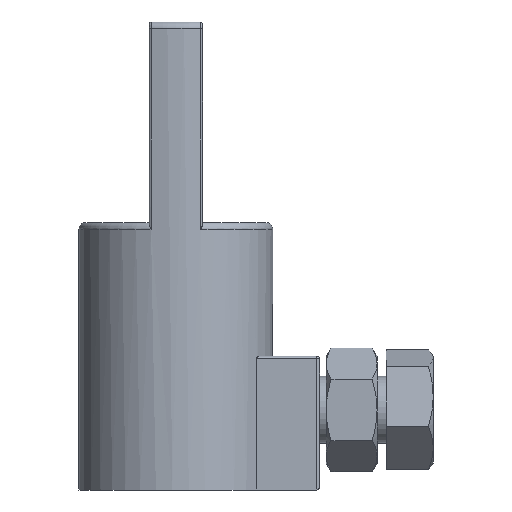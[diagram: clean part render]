
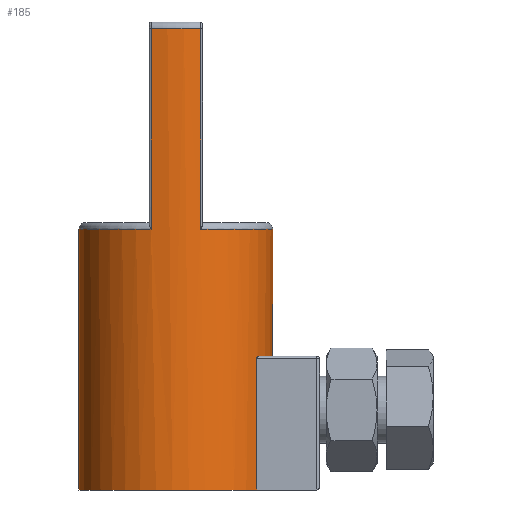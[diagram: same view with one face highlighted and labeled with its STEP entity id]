
A CAD part, front view. The second image highlights one B-rep face of the part: STEP entity #185.
In plain terms, the highlighted cylindrical face has radius 7.25 mm (diameter 14.5 mm), a full revolution.
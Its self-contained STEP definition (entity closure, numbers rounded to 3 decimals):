
#185=ADVANCED_FACE('',(#280,#281),#282,.T.);
#280=FACE_OUTER_BOUND('',#661,.T.);
#281=FACE_OUTER_BOUND('',#662,.T.);
#282=CYLINDRICAL_SURFACE('',#663,7.25);
#661=EDGE_LOOP('',(#1112,#1113,#1114,#1115,#1116,#1117,#1118,#1119));
#662=EDGE_LOOP('',(#1120,#1121,#1122,#1123,#1124,#1125));
#663=AXIS2_PLACEMENT_3D('',#1126,#1127,#1128);
#1112=ORIENTED_EDGE('',*,*,#1564,.T.);
#1113=ORIENTED_EDGE('',*,*,#1585,.T.);
#1114=ORIENTED_EDGE('',*,*,#1586,.T.);
#1115=ORIENTED_EDGE('',*,*,#1587,.T.);
#1116=ORIENTED_EDGE('',*,*,#1558,.T.);
#1117=ORIENTED_EDGE('',*,*,#1556,.T.);
#1118=ORIENTED_EDGE('',*,*,#1567,.T.);
#1119=ORIENTED_EDGE('',*,*,#1584,.T.);
#1120=ORIENTED_EDGE('',*,*,#1588,.F.);
#1121=ORIENTED_EDGE('',*,*,#1589,.T.);
#1122=ORIENTED_EDGE('',*,*,#1590,.T.);
#1123=ORIENTED_EDGE('',*,*,#1591,.T.);
#1124=ORIENTED_EDGE('',*,*,#1578,.T.);
#1125=ORIENTED_EDGE('',*,*,#1592,.F.);
#1126=CARTESIAN_POINT('',(0.,0.,-35.0));
#1127=DIRECTION('',(0.,0.,-1.0));
#1128=DIRECTION('',(1.0,0.0,0.));
#1556=EDGE_CURVE('',#1729,#1725,#1731,.F.);
#1558=EDGE_CURVE('',#1733,#1729,#1734,.F.);
#1564=EDGE_CURVE('',#1745,#1743,#1746,.F.);
#1567=EDGE_CURVE('',#1725,#1748,#1750,.F.);
#1578=EDGE_CURVE('',#1769,#1770,#1771,.T.);
#1584=EDGE_CURVE('',#1748,#1745,#1779,.T.);
#1585=EDGE_CURVE('',#1743,#1780,#1781,.F.);
#1586=EDGE_CURVE('',#1780,#1782,#1783,.F.);
#1587=EDGE_CURVE('',#1782,#1733,#1784,.T.);
#1588=EDGE_CURVE('',#1785,#1786,#1787,.T.);
#1589=EDGE_CURVE('',#1785,#1788,#1789,.T.);
#1590=EDGE_CURVE('',#1788,#1790,#1791,.T.);
#1591=EDGE_CURVE('',#1790,#1769,#1792,.T.);
#1592=EDGE_CURVE('',#1786,#1770,#1793,.T.);
#1725=VERTEX_POINT('',#2109);
#1729=VERTEX_POINT('',#2151);
#1731=LINE('',#2158,#2159);
#1733=VERTEX_POINT('',#2161);
#1734=CIRCLE('',#2162,7.25);
#1743=VERTEX_POINT('',#2182);
#1745=VERTEX_POINT('',#2189);
#1746=CIRCLE('',#2190,7.25);
#1748=VERTEX_POINT('',#2197);
#1750=CIRCLE('',#2237,7.25);
#1769=VERTEX_POINT('',#2325);
#1770=VERTEX_POINT('',#2326);
#1771=LINE('',#2327,#2328);
#1779=LINE('',#2339,#2340);
#1780=VERTEX_POINT('',#2341);
#1781=LINE('',#2342,#2343);
#1782=VERTEX_POINT('',#2344);
#1783=CIRCLE('',#2345,7.25);
#1784=LINE('',#2346,#2347);
#1785=VERTEX_POINT('',#2348);
#1786=VERTEX_POINT('',#2349);
#1787=LINE('',#2350,#2351);
#1788=VERTEX_POINT('',#2352);
#1789=B_SPLINE_CURVE_WITH_KNOTS('',3,(#2353,#2354,#2355,#2356,#2357,#2358),.UNSPECIFIED.,.F.,.F.,(4,2,4),(0.0,0.,0.),.UNSPECIFIED.);
#1790=VERTEX_POINT('',#2359);
#1791=CIRCLE('',#2360,7.25);
#1792=B_SPLINE_CURVE_WITH_KNOTS('',3,(#2361,#2362,#2363,#2364,#2365,#2366),.UNSPECIFIED.,.F.,.F.,(4,2,4),(0.,0.,0.),.UNSPECIFIED.);
#1793=CIRCLE('',#2367,7.25);
#2109=CARTESIAN_POINT('',(1.851,-7.01,24.5));
#2151=CARTESIAN_POINT('',(1.851,-7.01,9.5));
#2158=CARTESIAN_POINT('',(1.851,-7.01,-35.0));
#2159=VECTOR('',#2805,1.0);
#2161=CARTESIAN_POINT('',(1.851,7.01,9.5));
#2162=AXIS2_PLACEMENT_3D('',#2809,#2810,#2811);
#2182=CARTESIAN_POINT('',(-1.851,7.01,9.5));
#2189=CARTESIAN_POINT('',(-1.851,-7.01,9.5));
#2190=AXIS2_PLACEMENT_3D('',#2815,#2816,#2817);
#2197=CARTESIAN_POINT('',(-1.851,-7.01,24.5));
#2237=AXIS2_PLACEMENT_3D('',#2818,#2819,#2820);
#2325=CARTESIAN_POINT('',(6.047,4.0,-0.2));
#2326=CARTESIAN_POINT('',(6.047,4.0,-10.0));
#2327=CARTESIAN_POINT('',(6.047,4.0,0.));
#2328=VECTOR('',#2829,1.0);
#2339=CARTESIAN_POINT('',(-1.851,-7.01,-35.0));
#2340=VECTOR('',#2839,1.0);
#2341=CARTESIAN_POINT('',(-1.851,7.01,24.5));
#2342=CARTESIAN_POINT('',(-1.851,7.01,-35.0));
#2343=VECTOR('',#2840,1.0);
#2344=CARTESIAN_POINT('',(1.851,7.01,24.5));
#2345=AXIS2_PLACEMENT_3D('',#2841,#2842,#2843);
#2346=CARTESIAN_POINT('',(1.851,7.01,-35.0));
#2347=VECTOR('',#2844,1.0);
#2348=CARTESIAN_POINT('',(6.047,-4.0,-0.2));
#2349=CARTESIAN_POINT('',(6.047,-4.0,-10.0));
#2350=CARTESIAN_POINT('',(6.047,-4.0,0.));
#2351=VECTOR('',#2845,1.0);
#2352=CARTESIAN_POINT('',(6.174,-3.8,0.));
#2353=CARTESIAN_POINT('',(6.047,-4.0,-0.2));
#2354=CARTESIAN_POINT('',(6.047,-4.0,-0.142));
#2355=CARTESIAN_POINT('',(6.064,-3.974,-0.088));
#2356=CARTESIAN_POINT('',(6.114,-3.897,-0.018));
#2357=CARTESIAN_POINT('',(6.144,-3.849,0.));
#2358=CARTESIAN_POINT('',(6.174,-3.8,0.));
#2359=CARTESIAN_POINT('',(6.174,3.8,0.));
#2360=AXIS2_PLACEMENT_3D('',#2846,#2847,#2848);
#2361=CARTESIAN_POINT('',(6.174,3.8,0.));
#2362=CARTESIAN_POINT('',(6.144,3.849,0.));
#2363=CARTESIAN_POINT('',(6.114,3.897,-0.018));
#2364=CARTESIAN_POINT('',(6.065,3.973,-0.087));
#2365=CARTESIAN_POINT('',(6.047,4.0,-0.142));
#2366=CARTESIAN_POINT('',(6.047,4.0,-0.2));
#2367=AXIS2_PLACEMENT_3D('',#2849,#2850,#2851);
#2805=DIRECTION('',(0.,0.,-1.0));
#2809=CARTESIAN_POINT('',(0.,0.,9.5));
#2810=DIRECTION('',(0.,0.,1.0));
#2811=DIRECTION('',(1.0,0.0,0.));
#2815=CARTESIAN_POINT('',(0.,0.,9.5));
#2816=DIRECTION('',(0.,0.,1.0));
#2817=DIRECTION('',(1.0,0.0,0.));
#2818=CARTESIAN_POINT('',(0.,0.,24.5));
#2819=DIRECTION('',(0.,0.,1.0));
#2820=DIRECTION('',(0.0,-1.0,0.));
#2829=DIRECTION('',(0.,0.,-1.0));
#2839=DIRECTION('',(0.,0.,-1.0));
#2840=DIRECTION('',(0.,0.,-1.0));
#2841=CARTESIAN_POINT('',(0.,0.,24.5));
#2842=DIRECTION('',(0.,0.,1.0));
#2843=DIRECTION('',(0.0,-1.0,0.));
#2844=DIRECTION('',(0.,0.,-1.0));
#2845=DIRECTION('',(0.,0.,-1.0));
#2846=CARTESIAN_POINT('',(0.,0.,0.));
#2847=DIRECTION('',(0.,0.,1.0));
#2848=DIRECTION('',(1.0,0.,0.));
#2849=CARTESIAN_POINT('',(0.,0.,-10.0));
#2850=DIRECTION('',(0.,0.,-1.0));
#2851=DIRECTION('',(1.0,0.0,0.));
